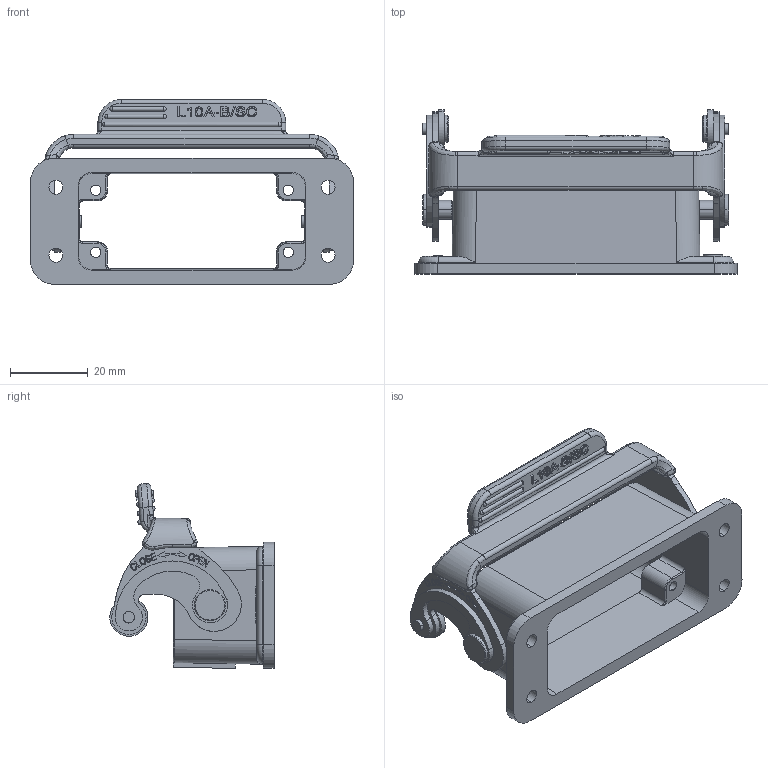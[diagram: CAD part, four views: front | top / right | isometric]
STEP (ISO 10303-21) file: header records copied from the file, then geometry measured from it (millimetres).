
FILE_DESCRIPTION((''),'2;1');
FILE_NAME('PRT0345_1','2024-01-23T',('11539'),(''),'PRO/ENGINEER BY PARAMETRIC TECHNOLOGY CORPORATION, 2012480','PRO/ENGINEER BY PARAMETRIC TECHNOLOGY CORPORATION, 2012480','');
FILE_SCHEMA(('CONFIG_CONTROL_DESIGN'));
Length unit declared in the file: millimetre
Products named in the file (1): PRT0345_1
Bounding box: 83 x 42.24 x 47.53 mm (x, y, z)
Volume: 22677.4 mm3; surface area: 20347.3 mm2
Topology: 2 solids, 13 shells, 1032 faces, 2838 edges, 1892 vertices
Faces by surface type: plane 454, cylinder 240, extrusion 214, bspline 62, torus 28, cone 20, sphere 14
Entity records: 40156 total; most frequent: CARTESIAN_POINT 14935, ORIENTED_EDGE 5636, DIRECTION 4398, EDGE_CURVE 2818, VERTEX_POINT 1892, VECTOR 1732, LINE 1518, AXIS2_PLACEMENT_3D 1333
